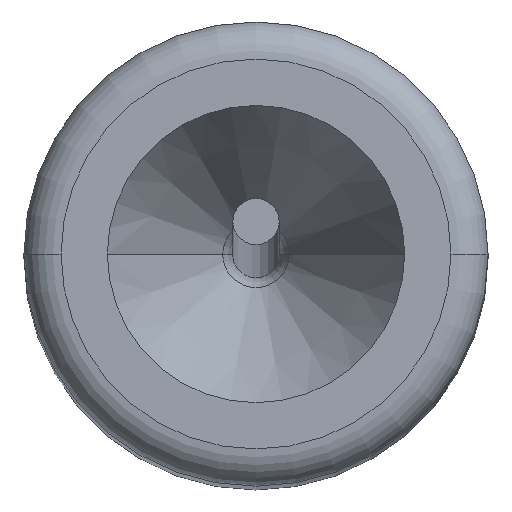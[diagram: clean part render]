
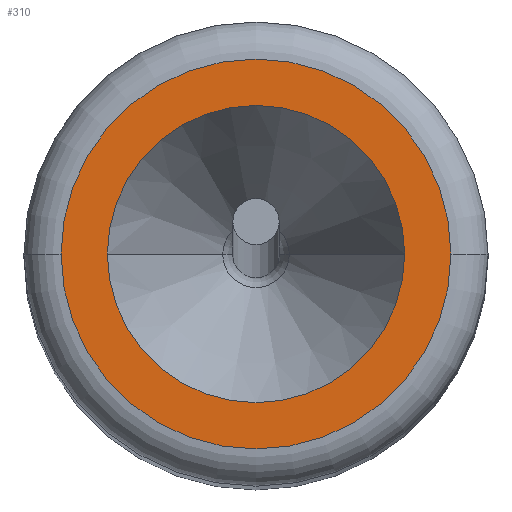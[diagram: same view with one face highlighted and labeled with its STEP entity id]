
A CAD part, top view. The second image highlights one B-rep face of the part: STEP entity #310.
In plain terms, the highlighted planar face has unit normal (0, 0, 1).
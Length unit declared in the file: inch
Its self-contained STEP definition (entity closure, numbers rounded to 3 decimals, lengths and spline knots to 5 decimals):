
#7 = DIRECTION ( 'NONE',  ( 0., 0., 1. ) ) ;
#9 = CARTESIAN_POINT ( 'NONE',  ( 0., 0., 0. ) ) ;
#10 = DIRECTION ( 'NONE',  ( 1., 0., 0. ) ) ;
#39 = CARTESIAN_POINT ( 'NONE',  ( 0.02065, 0., 0. ) ) ;
#43 = PLANE ( 'NONE',  #242 ) ;
#45 = CARTESIAN_POINT ( 'NONE',  ( 0., 0., 0. ) ) ;
#46 = DIRECTION ( 'NONE',  ( 0., 0., 1. ) ) ;
#47 = DIRECTION ( 'NONE',  ( 1., 0., 0. ) ) ;
#53 = CARTESIAN_POINT ( 'NONE',  ( 0., 0., 0. ) ) ;
#56 = DIRECTION ( 'NONE',  ( 0., 0., -1. ) ) ;
#59 = DIRECTION ( 'NONE',  ( -1., 0., 0. ) ) ;
#77 = VERTEX_POINT ( 'NONE', #320 ) ;
#98 = DIRECTION ( 'NONE',  ( 1., 0., 0. ) ) ;
#127 = AXIS2_PLACEMENT_3D ( 'NONE', #9, #7, #10 ) ;
#135 = CARTESIAN_POINT ( 'NONE',  ( -0.02065, 0., 0. ) ) ;
#138 = AXIS2_PLACEMENT_3D ( 'NONE', #444, #442, #441 ) ;
#144 = CARTESIAN_POINT ( 'NONE',  ( -0.01575, 0., 0. ) ) ;
#152 = ORIENTED_EDGE ( 'NONE', *, *, #154, .T. ) ;
#154 = EDGE_CURVE ( 'NONE', #261, #77, #328, .T. ) ;
#180 = ORIENTED_EDGE ( 'NONE', *, *, #362, .T. ) ;
#217 = EDGE_LOOP ( 'NONE', ( #250, #152 ) ) ;
#242 = AXIS2_PLACEMENT_3D ( 'NONE', #45, #46, #47 ) ;
#250 = ORIENTED_EDGE ( 'NONE', *, *, #327, .T. ) ;
#261 = VERTEX_POINT ( 'NONE', #144 ) ;
#267 = EDGE_CURVE ( 'NONE', #308, #477, #443, .T. ) ;
#268 = EDGE_LOOP ( 'NONE', ( #507, #180 ) ) ;
#271 = CIRCLE ( 'NONE', #369, 0.01575 ) ;
#289 = FACE_OUTER_BOUND ( 'NONE', #268, .T. ) ;
#308 = VERTEX_POINT ( 'NONE', #39 ) ;
#310 = ADVANCED_FACE ( 'NONE', ( #289, #354 ), #43, .T. ) ;
#320 = CARTESIAN_POINT ( 'NONE',  ( 0.01575, 0., 0. ) ) ;
#327 = EDGE_CURVE ( 'NONE', #77, #261, #271, .T. ) ;
#328 = CIRCLE ( 'NONE', #138, 0.01575 ) ;
#331 = CIRCLE ( 'NONE', #127, 0.02065 ) ;
#348 = AXIS2_PLACEMENT_3D ( 'NONE', #376, #529, #98 ) ;
#354 = FACE_BOUND ( 'NONE', #217, .T. ) ;
#362 = EDGE_CURVE ( 'NONE', #477, #308, #331, .T. ) ;
#369 = AXIS2_PLACEMENT_3D ( 'NONE', #53, #56, #59 ) ;
#376 = CARTESIAN_POINT ( 'NONE',  ( 0., 0., 0. ) ) ;
#441 = DIRECTION ( 'NONE',  ( -1., 0., 0. ) ) ;
#442 = DIRECTION ( 'NONE',  ( 0., 0., -1. ) ) ;
#443 = CIRCLE ( 'NONE', #348, 0.02065 ) ;
#444 = CARTESIAN_POINT ( 'NONE',  ( 0., 0., 0. ) ) ;
#477 = VERTEX_POINT ( 'NONE', #135 ) ;
#507 = ORIENTED_EDGE ( 'NONE', *, *, #267, .T. ) ;
#529 = DIRECTION ( 'NONE',  ( 0., 0., 1. ) ) ;
